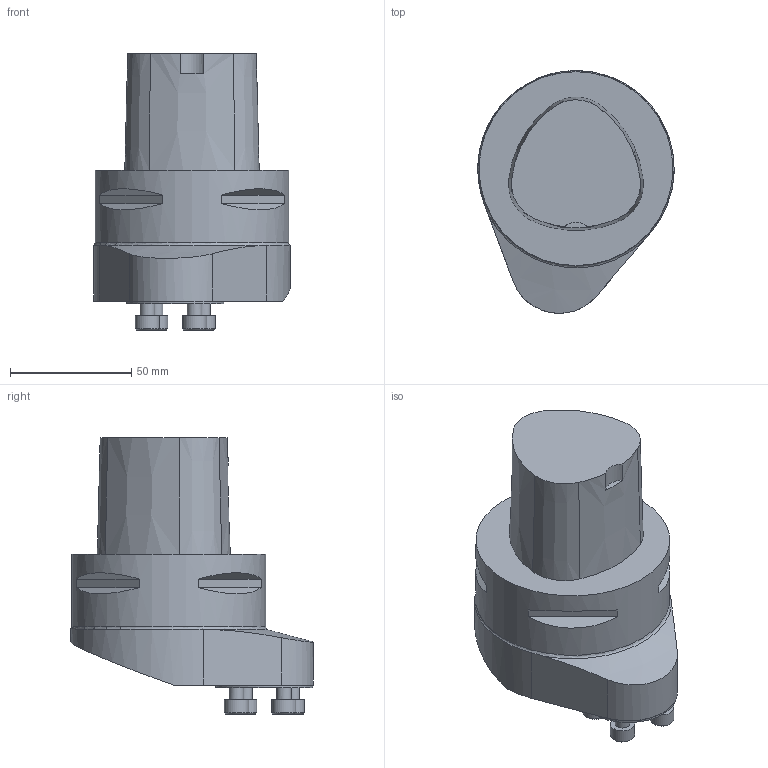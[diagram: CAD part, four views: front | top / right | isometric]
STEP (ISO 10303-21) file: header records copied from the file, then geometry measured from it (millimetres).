
FILE_DESCRIPTION(/* description */ (''),/* implementation_level */ '2;1');
FILE_NAME(/* name */ '1528263425936.stp',/* time_stamp */ '2018-06-06T07:37:13+02:00',/* author */ (''),/* organization */ ('SMS'),/* preprocessor_version */ 'ST-DEVELOPER v15',/* originating_system */ 'SIEMENS PLM Software NX 8.5',/* authorisation */ '');
FILE_SCHEMA (('AUTOMOTIVE_DESIGN { 1 0 10303 214 3 1 1 1 }'));
Length unit declared in the file: millimetre
Products named in the file (1): 112030640mod000_00
Bounding box: 81 x 100.14 x 114 mm (x, y, z)
Volume: 374472.8 mm3; surface area: 34496 mm2
Topology: 1 solids, 1 shells, 53 faces, 114 edges, 80 vertices
Faces by surface type: plane 28, cylinder 13, cone 11, torus 1
Full cylindrical faces by diameter (mm): 6 x4, 10 x4, 40 x1, 80 x1
Entity records: 1398 total; most frequent: DIRECTION 251, CARTESIAN_POINT 251, ORIENTED_EDGE 180, AXIS2_PLACEMENT_3D 111, EDGE_CURVE 90, EDGE_LOOP 82, VERTEX_POINT 68, ADVANCED_FACE 53
